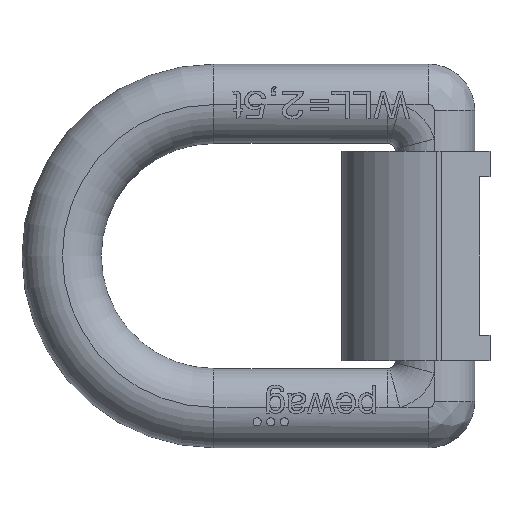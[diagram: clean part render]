
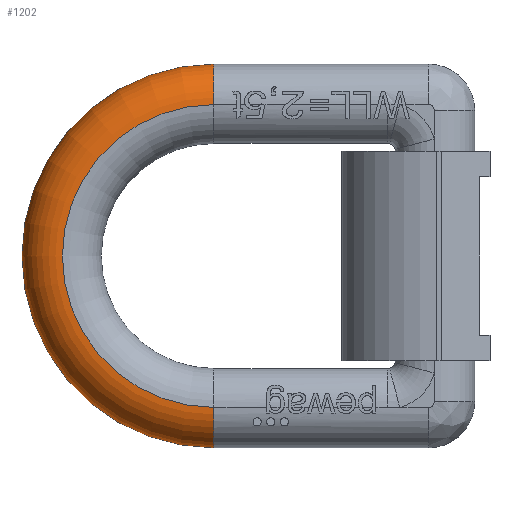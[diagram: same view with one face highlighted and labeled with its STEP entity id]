
A CAD part, left-side view. The second image highlights one B-rep face of the part: STEP entity #1202.
In plain terms, the highlighted toroidal (fillet/blend) face has major radius 29.6 mm and minor radius 7.9 mm.
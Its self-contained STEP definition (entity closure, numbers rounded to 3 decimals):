
#191=TOROIDAL_SURFACE('',#9133,29.6,7.9);
#1202=ADVANCED_FACE('',(#1909),#191,.T.);
#1909=FACE_OUTER_BOUND('',#2369,.T.);
#2369=EDGE_LOOP('',(#3253,#3254,#3255,#3256));
#2833=CIRCLE('',#9074,37.5);
#2845=CIRCLE('',#9100,7.9);
#2855=CIRCLE('',#9131,29.6);
#2856=CIRCLE('',#9132,7.9);
#3253=ORIENTED_EDGE('',*,*,#6609,.T.);
#3254=ORIENTED_EDGE('',*,*,#6680,.F.);
#3255=ORIENTED_EDGE('',*,*,#6681,.F.);
#3256=ORIENTED_EDGE('',*,*,#6540,.F.);
#5641=VERTEX_POINT('',#11391);
#5643=VERTEX_POINT('',#11397);
#5705=VERTEX_POINT('',#11812);
#5761=VERTEX_POINT('',#12436);
#6540=EDGE_CURVE('',#5643,#5641,#2833,.T.);
#6609=EDGE_CURVE('',#5643,#5705,#2845,.T.);
#6680=EDGE_CURVE('',#5761,#5705,#2855,.T.);
#6681=EDGE_CURVE('',#5641,#5761,#2856,.T.);
#9074=AXIS2_PLACEMENT_3D('',#11398,#9670,#9671);
#9100=AXIS2_PLACEMENT_3D('',#11813,#9744,#9745);
#9131=AXIS2_PLACEMENT_3D('',#12435,#9818,#9819);
#9132=AXIS2_PLACEMENT_3D('',#12437,#9820,#9821);
#9133=AXIS2_PLACEMENT_3D('',#12438,#9822,#9823);
#9670=DIRECTION('',(1.,0.,0.));
#9671=DIRECTION('',(0.,0.,1.));
#9744=DIRECTION('',(0.,1.,0.));
#9745=DIRECTION('',(0.,0.,1.));
#9818=DIRECTION('',(-1.,0.,0.));
#9819=DIRECTION('',(0.,0.,1.));
#9820=DIRECTION('',(0.,-1.,0.));
#9821=DIRECTION('',(0.,0.,-1.));
#9822=DIRECTION('',(-1.,0.,0.));
#9823=DIRECTION('',(0.,0.,1.));
#11391=CARTESIAN_POINT('',(-0.1,54.,37.5));
#11397=CARTESIAN_POINT('',(-0.1,54.,-37.5));
#11398=CARTESIAN_POINT('',(-0.1,54.,0.));
#11812=CARTESIAN_POINT('',(-8.,54.,-29.6));
#11813=CARTESIAN_POINT('',(-0.1,54.,-29.6));
#12435=CARTESIAN_POINT('',(-8.,54.,0.));
#12436=CARTESIAN_POINT('',(-8.,54.,29.6));
#12437=CARTESIAN_POINT('',(-0.1,54.,29.6));
#12438=CARTESIAN_POINT('',(-0.1,54.,0.));
